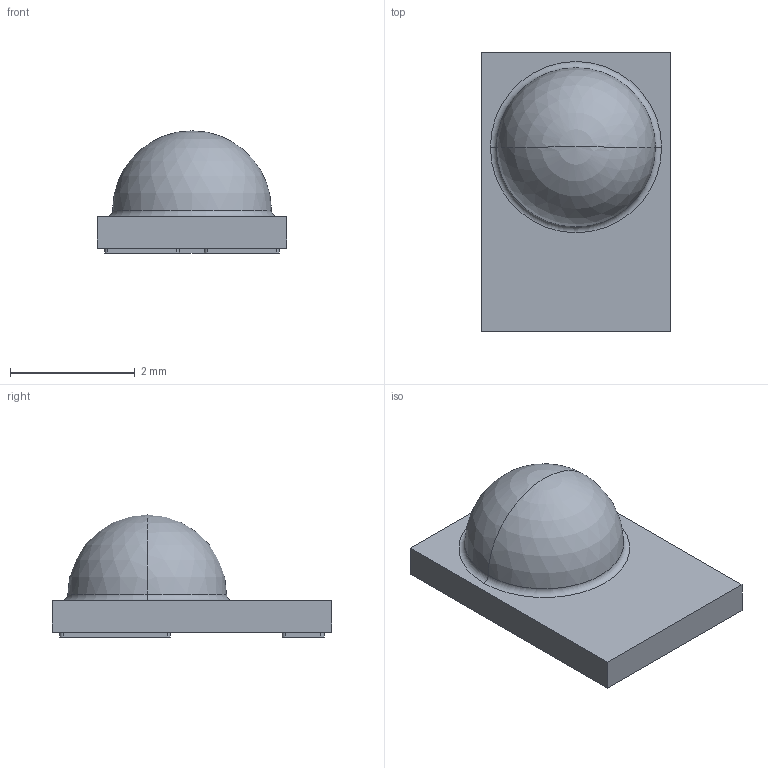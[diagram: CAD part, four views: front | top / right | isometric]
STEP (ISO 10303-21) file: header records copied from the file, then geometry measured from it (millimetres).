
FILE_DESCRIPTION(('OneSpaceDesigner STEP Export'),'2;1');
FILE_NAME('Luxeon_Rebel_031307.stp','2007-03-13T14:12:20',(''),(''),'OneSpace Designer STEP processor for AP214 (Solid Model)','OneSpace Designer 14.50 18-Oct-2006 (C) CoCreate Software GmbH','');
FILE_SCHEMA(('AUTOMOTIVE_DESIGN { 1 0 10303 214 1 1 1 1 }'));
Length unit declared in the file: millimetre
Products named in the file (2): Luxeon-Rebel
Assembly tree (1 placements, depth 2):
  Luxeon-Rebel
    Luxeon-Rebel
Bounding box: 3.05 x 4.49 x 1.96 mm (x, y, z)
Volume: 12.4 mm3; surface area: 41.9 mm2
Topology: 1 solids, 1 shells, 37 faces, 94 edges, 61 vertices
Faces by surface type: plane 21, cylinder 9, extrusion 3, sphere 2, torus 2
Entity records: 1196 total; most frequent: CARTESIAN_POINT 271, ORIENTED_EDGE 184, DIRECTION 177, EDGE_CURVE 92, VECTOR 63, VERTEX_POINT 61, LINE 60, AXIS2_PLACEMENT_3D 57
